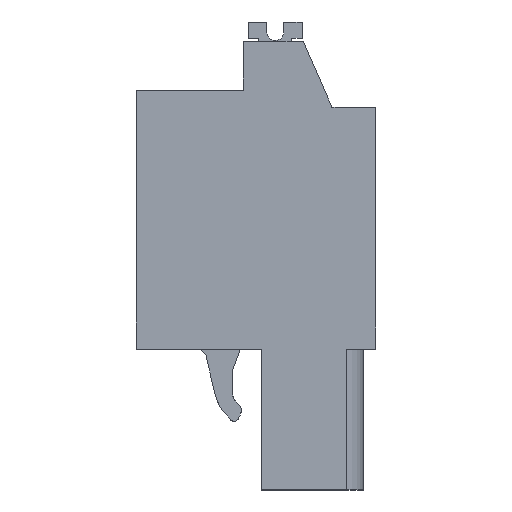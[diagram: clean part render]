
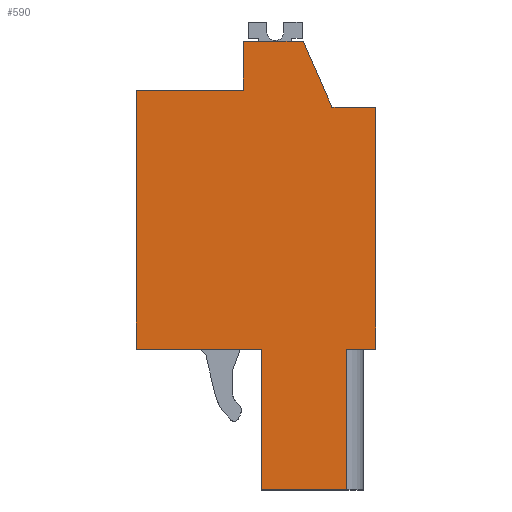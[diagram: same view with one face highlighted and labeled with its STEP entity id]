
A CAD part, left-side view. The second image highlights one B-rep face of the part: STEP entity #590.
In plain terms, the highlighted planar face has unit normal (-1, 0, 0).
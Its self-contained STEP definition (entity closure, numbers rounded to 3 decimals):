
#506=AXIS2_PLACEMENT_3D('Plane Axis2P3D',#503,#504,#505) ;
#42=CARTESIAN_POINT('Vertex',(0.,7.85,26.59)) ;
#45=CARTESIAN_POINT('Line Origine',(0.,6.075,26.59)) ;
#49=CARTESIAN_POINT('Vertex',(0.,4.3,26.59)) ;
#412=CARTESIAN_POINT('Vertex',(0.,7.85,23.69)) ;
#415=CARTESIAN_POINT('Line Origine',(0.,7.85,25.14)) ;
#503=CARTESIAN_POINT('Axis2P3D Location',(0.,6.8,8.35)) ;
#508=CARTESIAN_POINT('Line Origine',(0.,1.725,4.175)) ;
#512=CARTESIAN_POINT('Vertex',(0.,1.725,8.35)) ;
#514=CARTESIAN_POINT('Vertex',(0.,1.725,0.)) ;
#517=CARTESIAN_POINT('Line Origine',(0.,0.862,8.35)) ;
#521=CARTESIAN_POINT('Vertex',(0.,0.,8.35)) ;
#524=CARTESIAN_POINT('Line Origine',(0.,0.,15.52)) ;
#528=CARTESIAN_POINT('Vertex',(0.,0.,22.69)) ;
#531=CARTESIAN_POINT('Line Origine',(0.,1.3,22.69)) ;
#535=CARTESIAN_POINT('Vertex',(0.,2.6,22.69)) ;
#538=CARTESIAN_POINT('Line Origine',(0.,3.45,24.64)) ;
#543=CARTESIAN_POINT('Line Origine',(0.,11.025,23.69)) ;
#547=CARTESIAN_POINT('Vertex',(0.,14.2,23.69)) ;
#550=CARTESIAN_POINT('Line Origine',(0.,14.2,16.02)) ;
#554=CARTESIAN_POINT('Vertex',(0.,14.2,8.35)) ;
#557=CARTESIAN_POINT('Line Origine',(0.,10.485,8.35)) ;
#561=CARTESIAN_POINT('Vertex',(0.,6.771,8.35)) ;
#564=CARTESIAN_POINT('Line Origine',(0.,6.771,4.175)) ;
#568=CARTESIAN_POINT('Vertex',(0.,6.771,0.)) ;
#571=CARTESIAN_POINT('Line Origine',(0.,4.248,0.)) ;
#46=DIRECTION('Vector Direction',(0.,1.,0.)) ;
#416=DIRECTION('Vector Direction',(0.,0.,-1.)) ;
#504=DIRECTION('Axis2P3D Direction',(1.,0.,0.)) ;
#505=DIRECTION('Axis2P3D XDirection',(0.,1.,0.)) ;
#509=DIRECTION('Vector Direction',(0.,0.,-1.)) ;
#518=DIRECTION('Vector Direction',(0.,-1.,0.)) ;
#525=DIRECTION('Vector Direction',(0.,0.,-1.)) ;
#532=DIRECTION('Vector Direction',(0.,1.,0.)) ;
#539=DIRECTION('Vector Direction',(0.,0.4,0.917)) ;
#544=DIRECTION('Vector Direction',(0.,1.,0.)) ;
#551=DIRECTION('Vector Direction',(0.,0.,1.)) ;
#558=DIRECTION('Vector Direction',(0.,1.,0.)) ;
#565=DIRECTION('Vector Direction',(0.,0.,-1.)) ;
#572=DIRECTION('Vector Direction',(0.,1.,0.)) ;
#47=VECTOR('Line Direction',#46,1.) ;
#417=VECTOR('Line Direction',#416,1.) ;
#510=VECTOR('Line Direction',#509,1.) ;
#519=VECTOR('Line Direction',#518,1.) ;
#526=VECTOR('Line Direction',#525,1.) ;
#533=VECTOR('Line Direction',#532,1.) ;
#540=VECTOR('Line Direction',#539,1.) ;
#545=VECTOR('Line Direction',#544,1.) ;
#552=VECTOR('Line Direction',#551,1.) ;
#559=VECTOR('Line Direction',#558,1.) ;
#566=VECTOR('Line Direction',#565,1.) ;
#573=VECTOR('Line Direction',#572,1.) ;
#577=ORIENTED_EDGE('',*,*,#516,.F.) ;
#578=ORIENTED_EDGE('',*,*,#523,.F.) ;
#579=ORIENTED_EDGE('',*,*,#530,.F.) ;
#580=ORIENTED_EDGE('',*,*,#537,.T.) ;
#581=ORIENTED_EDGE('',*,*,#542,.T.) ;
#582=ORIENTED_EDGE('',*,*,#51,.T.) ;
#583=ORIENTED_EDGE('',*,*,#419,.T.) ;
#584=ORIENTED_EDGE('',*,*,#549,.T.) ;
#585=ORIENTED_EDGE('',*,*,#556,.F.) ;
#586=ORIENTED_EDGE('',*,*,#563,.F.) ;
#587=ORIENTED_EDGE('',*,*,#570,.T.) ;
#588=ORIENTED_EDGE('',*,*,#575,.F.) ;
#590=ADVANCED_FACE('HOUSING',(#589),#507,.F.) ;
#51=EDGE_CURVE('',#50,#43,#48,.T.) ;
#419=EDGE_CURVE('',#43,#413,#418,.T.) ;
#516=EDGE_CURVE('',#513,#515,#511,.T.) ;
#523=EDGE_CURVE('',#522,#513,#520,.F.) ;
#530=EDGE_CURVE('',#529,#522,#527,.T.) ;
#537=EDGE_CURVE('',#529,#536,#534,.T.) ;
#542=EDGE_CURVE('',#536,#50,#541,.T.) ;
#549=EDGE_CURVE('',#413,#548,#546,.T.) ;
#556=EDGE_CURVE('',#555,#548,#553,.T.) ;
#563=EDGE_CURVE('',#562,#555,#560,.T.) ;
#570=EDGE_CURVE('',#562,#569,#567,.T.) ;
#575=EDGE_CURVE('',#515,#569,#574,.T.) ;
#576=EDGE_LOOP('',(#577,#578,#579,#580,#581,#582,#583,#584,#585,#586,#587,#588)) ;
#589=FACE_OUTER_BOUND('',#576,.T.) ;
#48=LINE('Line',#45,#47) ;
#418=LINE('Line',#415,#417) ;
#511=LINE('Line',#508,#510) ;
#520=LINE('Line',#517,#519) ;
#527=LINE('Line',#524,#526) ;
#534=LINE('Line',#531,#533) ;
#541=LINE('Line',#538,#540) ;
#546=LINE('Line',#543,#545) ;
#553=LINE('Line',#550,#552) ;
#560=LINE('Line',#557,#559) ;
#567=LINE('Line',#564,#566) ;
#574=LINE('Line',#571,#573) ;
#507=PLANE('',#506) ;
#43=VERTEX_POINT('',#42) ;
#50=VERTEX_POINT('',#49) ;
#413=VERTEX_POINT('',#412) ;
#513=VERTEX_POINT('',#512) ;
#515=VERTEX_POINT('',#514) ;
#522=VERTEX_POINT('',#521) ;
#529=VERTEX_POINT('',#528) ;
#536=VERTEX_POINT('',#535) ;
#548=VERTEX_POINT('',#547) ;
#555=VERTEX_POINT('',#554) ;
#562=VERTEX_POINT('',#561) ;
#569=VERTEX_POINT('',#568) ;
